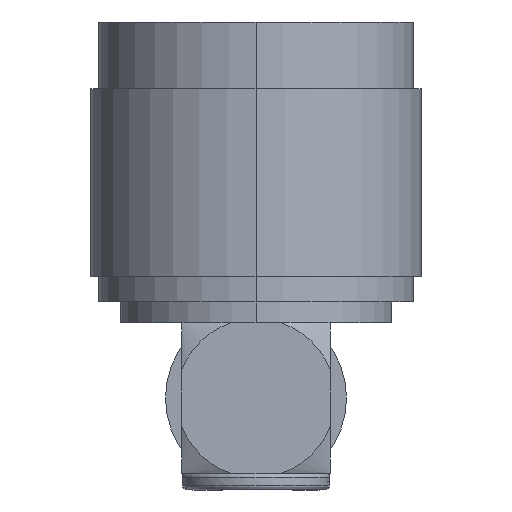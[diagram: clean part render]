
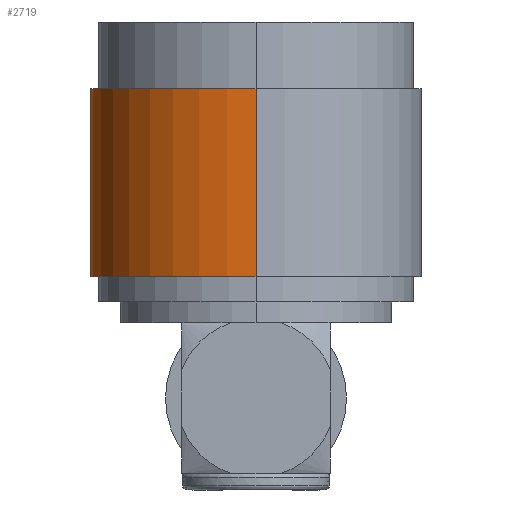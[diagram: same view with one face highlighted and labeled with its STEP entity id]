
A CAD part, left-side view. The second image highlights one B-rep face of the part: STEP entity #2719.
In plain terms, the highlighted cylindrical face has radius 10.058 mm (diameter 20.116 mm), a partial arc.
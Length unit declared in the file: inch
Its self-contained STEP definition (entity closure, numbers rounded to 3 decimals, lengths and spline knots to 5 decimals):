
#151 = CARTESIAN_POINT ( 'NONE',  ( 0., -0.29, 0. ) ) ;
#253 = DIRECTION ( 'NONE',  ( 0., -1., 0. ) ) ;
#397 = CARTESIAN_POINT ( 'NONE',  ( 0., -0.74, 0.39599 ) ) ;
#448 = DIRECTION ( 'NONE',  ( 0., -1., 0. ) ) ;
#704 = EDGE_CURVE ( 'NONE', #919, #4205, #4400, .T. ) ;
#765 = ORIENTED_EDGE ( 'NONE', *, *, #8184, .F. ) ;
#919 = VERTEX_POINT ( 'NONE', #4829 ) ;
#982 = VECTOR ( 'NONE', #2137, 39.37008 ) ;
#1277 = ORIENTED_EDGE ( 'NONE', *, *, #8136, .F. ) ;
#1305 = AXIS2_PLACEMENT_3D ( 'NONE', #151, #253, #8479 ) ;
#1900 = ORIENTED_EDGE ( 'NONE', *, *, #6125, .T. ) ;
#2136 = FACE_OUTER_BOUND ( 'NONE', #9361, .T. ) ;
#2137 = DIRECTION ( 'NONE',  ( 0., -1., 0. ) ) ;
#2719 = ADVANCED_FACE ( 'NONE', ( #2136 ), #4241, .T. ) ;
#2960 = LINE ( 'NONE', #3616, #982 ) ;
#3162 = VECTOR ( 'NONE', #448, 39.37008 ) ;
#3616 = CARTESIAN_POINT ( 'NONE',  ( 0., -0.11, 0.39599 ) ) ;
#4094 = CARTESIAN_POINT ( 'NONE',  ( 0., -0.11, -0.39599 ) ) ;
#4158 = VERTEX_POINT ( 'NONE', #397 ) ;
#4205 = VERTEX_POINT ( 'NONE', #7760 ) ;
#4241 = CYLINDRICAL_SURFACE ( 'NONE', #8033, 0.39599 ) ;
#4400 = CIRCLE ( 'NONE', #1305, 0.39599 ) ;
#4820 = ORIENTED_EDGE ( 'NONE', *, *, #704, .T. ) ;
#4829 = CARTESIAN_POINT ( 'NONE',  ( 0., -0.29, -0.39599 ) ) ;
#5288 = AXIS2_PLACEMENT_3D ( 'NONE', #9437, #7069, #7979 ) ;
#5806 = VERTEX_POINT ( 'NONE', #6658 ) ;
#6125 = EDGE_CURVE ( 'NONE', #4205, #4158, #2960, .T. ) ;
#6311 = CIRCLE ( 'NONE', #5288, 0.39599 ) ;
#6658 = CARTESIAN_POINT ( 'NONE',  ( 0., -0.74, -0.39599 ) ) ;
#6687 = CARTESIAN_POINT ( 'NONE',  ( 0., -0.11, 0. ) ) ;
#6754 = DIRECTION ( 'NONE',  ( 0., -1., 0. ) ) ;
#7069 = DIRECTION ( 'NONE',  ( 0., -1., 0. ) ) ;
#7358 = DIRECTION ( 'NONE',  ( 0., 0., -1. ) ) ;
#7760 = CARTESIAN_POINT ( 'NONE',  ( 0., -0.29, 0.39599 ) ) ;
#7979 = DIRECTION ( 'NONE',  ( 0., 0., -1. ) ) ;
#8033 = AXIS2_PLACEMENT_3D ( 'NONE', #6687, #6754, #7358 ) ;
#8136 = EDGE_CURVE ( 'NONE', #5806, #4158, #6311, .T. ) ;
#8184 = EDGE_CURVE ( 'NONE', #919, #5806, #9396, .T. ) ;
#8479 = DIRECTION ( 'NONE',  ( 0., 0., -1. ) ) ;
#9361 = EDGE_LOOP ( 'NONE', ( #4820, #1900, #1277, #765 ) ) ;
#9396 = LINE ( 'NONE', #4094, #3162 ) ;
#9437 = CARTESIAN_POINT ( 'NONE',  ( 0., -0.74, 0. ) ) ;
